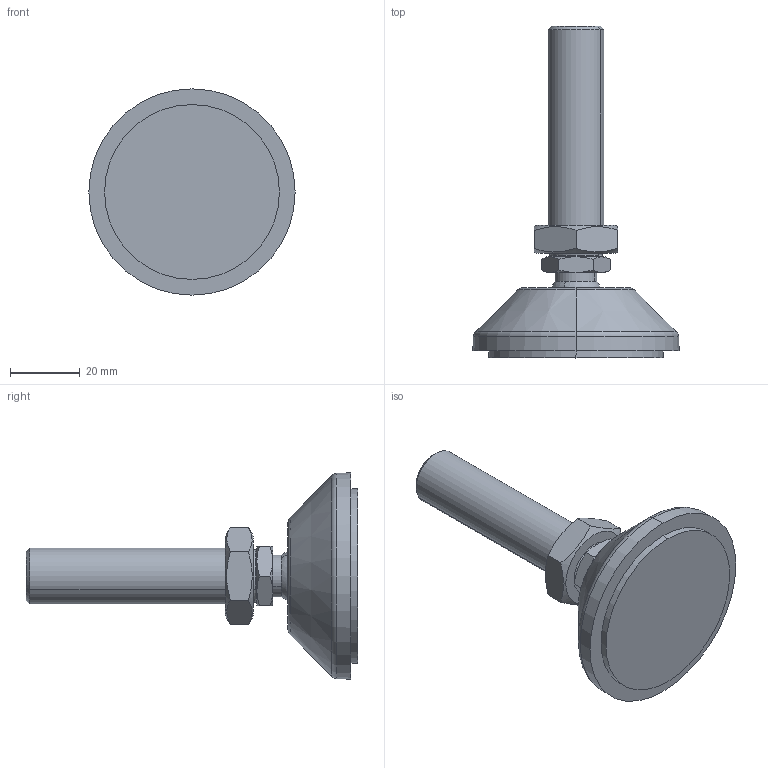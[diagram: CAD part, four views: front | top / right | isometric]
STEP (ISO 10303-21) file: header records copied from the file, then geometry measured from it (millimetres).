
FILE_DESCRIPTION (( 'STEP AP203' ), '1' );
FILE_NAME ('7003-00778.asm.step', '2024-02-02T11:52:40', ( '' ), ( '' ), 'SwSTEP 2.0', 'SolidWorks 2022', '' );
FILE_SCHEMA (( 'CONFIG_CONTROL_DESIGN' ));
Length unit declared in the file: millimetre
Products named in the file (4): 7003-00724; 7003-00772; 7003-00726; 7003-00778.asm
Assembly tree (3 placements, depth 2):
  7003-00778.asm
    7003-00772
    7003-00724
    7003-00726
Bounding box: 59 x 94.88 x 59 mm (x, y, z)
Volume: 56625.5 mm3; surface area: 13874.9 mm2
Topology: 3 solids, 3 shells, 69 faces, 158 edges, 95 vertices
Faces by surface type: cone 30, plane 20, cylinder 8, torus 7, sphere 4
Entity records: 2796 total; most frequent: CARTESIAN_POINT 886, DIRECTION 334, ORIENTED_EDGE 302, EDGE_CURVE 151, AXIS2_PLACEMENT_3D 148, VERTEX_POINT 92, EDGE_LOOP 75, CIRCLE 73
